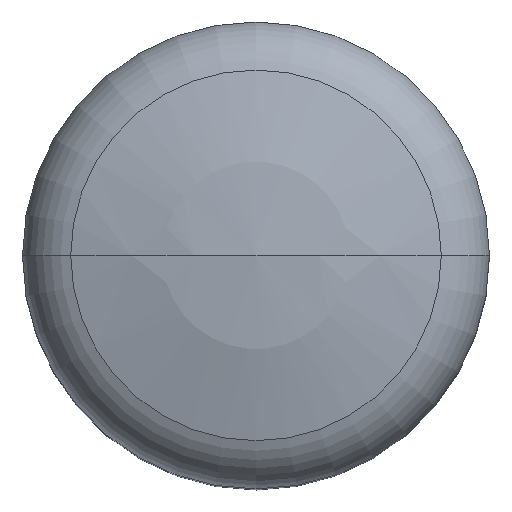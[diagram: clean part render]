
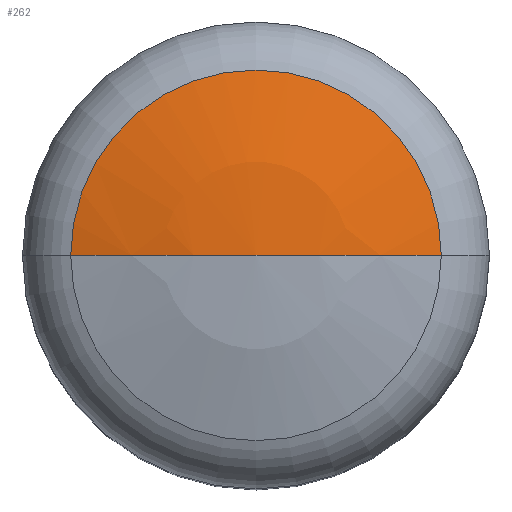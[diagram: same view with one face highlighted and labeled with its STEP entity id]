
A CAD part, top view. The second image highlights one B-rep face of the part: STEP entity #262.
In plain terms, the highlighted spherical face has radius 30 mm.
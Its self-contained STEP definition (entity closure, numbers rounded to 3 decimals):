
#170=VERTEX_POINT('',#440);
#240=EDGE_CURVE('',#290,#392,#518,.T.);
#262=ADVANCED_FACE('',(#543),#544,.T.);
#290=VERTEX_POINT('',#573);
#370=EDGE_CURVE('',#392,#170,#665,.T.);
#392=VERTEX_POINT('',#692);
#400=EDGE_CURVE('',#170,#290,#700,.T.);
#440=CARTESIAN_POINT('',(-8.731,0.,57.201));
#518=CIRCLE('',#849,30.0);
#543=FACE_OUTER_BOUND('',#881,.T.);
#544=SPHERICAL_SURFACE('',#882,30.0);
#573=CARTESIAN_POINT('',(0.,0.,58.5));
#665=CIRCLE('',#1065,8.731);
#692=CARTESIAN_POINT('',(8.731,0.,57.201));
#700=CIRCLE('',#1129,30.0);
#849=AXIS2_PLACEMENT_3D('',#1271,#1272,#1273);
#881=EDGE_LOOP('',(#1297,#1298,#1299));
#882=AXIS2_PLACEMENT_3D('',#1300,#1301,#1302);
#1065=AXIS2_PLACEMENT_3D('',#1431,#1432,#1433);
#1129=AXIS2_PLACEMENT_3D('',#1475,#1476,#1477);
#1271=CARTESIAN_POINT('',(0.,0.,28.5));
#1272=DIRECTION('',(0.,1.0,0.0));
#1273=DIRECTION('',(0.0,-0.0,-1.0));
#1297=ORIENTED_EDGE('',*,*,#400,.T.);
#1298=ORIENTED_EDGE('',*,*,#240,.T.);
#1299=ORIENTED_EDGE('',*,*,#370,.T.);
#1300=CARTESIAN_POINT('',(0.,0.,28.5));
#1301=DIRECTION('',(0.0,0.0,1.0));
#1302=DIRECTION('',(-1.0,0.,0.0));
#1431=CARTESIAN_POINT('',(0.,0.,57.201));
#1432=DIRECTION('',(0.0,0.0,1.0));
#1433=DIRECTION('',(1.0,0.,0.0));
#1475=CARTESIAN_POINT('',(0.,0.,28.5));
#1476=DIRECTION('',(0.,1.0,0.0));
#1477=DIRECTION('',(0.0,-0.0,-1.0));
